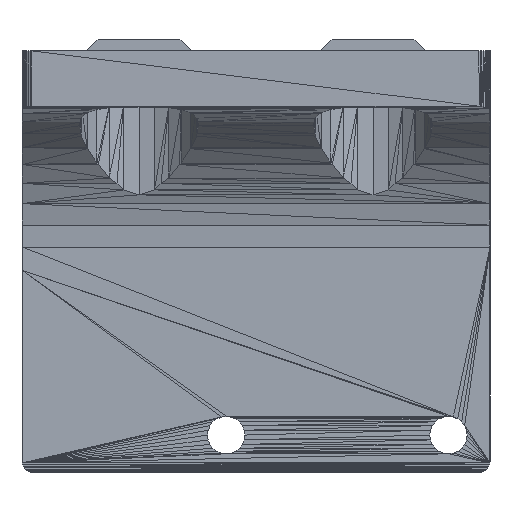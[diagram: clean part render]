
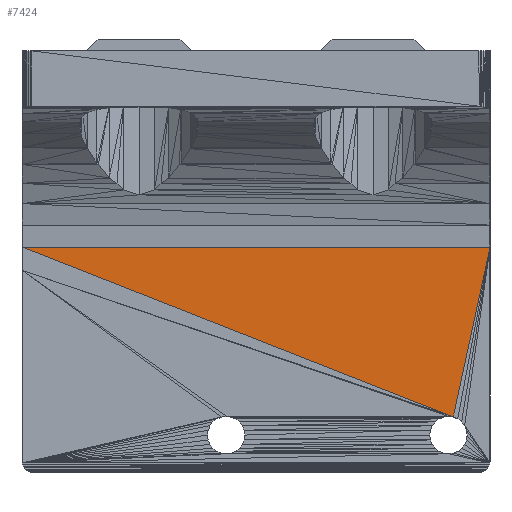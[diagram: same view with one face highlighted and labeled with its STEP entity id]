
A CAD part, top view. The second image highlights one B-rep face of the part: STEP entity #7424.
In plain terms, the highlighted planar face has unit normal (0, 0, 1).
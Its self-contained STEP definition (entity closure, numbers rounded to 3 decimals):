
#56=FACE_OUTER_BOUND('',#612,.T.);
#612=EDGE_LOOP('',(#4874,#4875,#4876));
#1230=LINE('',#10852,#2272);
#1232=LINE('',#10856,#2274);
#1233=LINE('',#10857,#2275);
#2272=VECTOR('',#8669,14.861);
#2274=VECTOR('',#8673,40.);
#2275=VECTOR('',#8674,39.622);
#3280=VERTEX_POINT('',#10837);
#3284=VERTEX_POINT('',#10851);
#3285=VERTEX_POINT('',#10855);
#3799=EDGE_CURVE('',#3284,#3280,#1230,.T.);
#3801=EDGE_CURVE('',#3285,#3280,#1232,.T.);
#3802=EDGE_CURVE('',#3285,#3284,#1233,.T.);
#4874=ORIENTED_EDGE('',*,*,#3799,.T.);
#4875=ORIENTED_EDGE('',*,*,#3801,.F.);
#4876=ORIENTED_EDGE('',*,*,#3802,.T.);
#6868=PLANE('',#7982);
#7424=ADVANCED_FACE('',(#56),#6868,.T.);
#7982=AXIS2_PLACEMENT_3D('',#10854,#8671,#8672);
#8669=DIRECTION('',(0.211,0.977,0.));
#8671=DIRECTION('center_axis',(0.,0.,
1.));
#8672=DIRECTION('ref_axis',(1.,0.,0.));
#8673=DIRECTION('',(1.,0.,0.));
#8674=DIRECTION('',(0.93,-0.367,0.));
#10837=CARTESIAN_POINT('',(39.988,19.292,4.));
#10851=CARTESIAN_POINT('',(36.851,4.766,4.));
#10852=CARTESIAN_POINT('',(36.851,4.766,4.));
#10854=CARTESIAN_POINT('Origin',(36.851,4.766,4.));
#10855=CARTESIAN_POINT('',(-0.012,19.292,4.));
#10856=CARTESIAN_POINT('',(-0.012,19.292,4.));
#10857=CARTESIAN_POINT('',(-0.012,19.292,4.));
